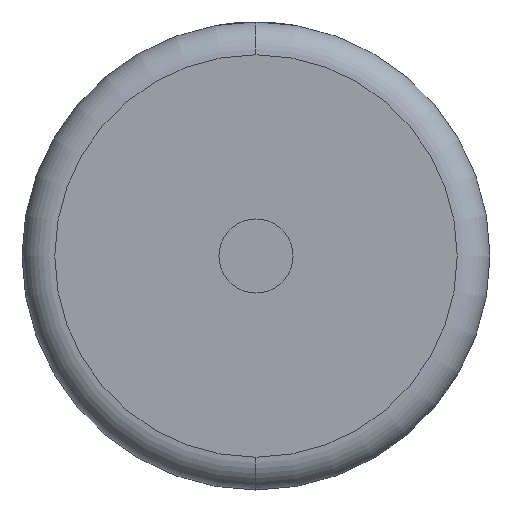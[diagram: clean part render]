
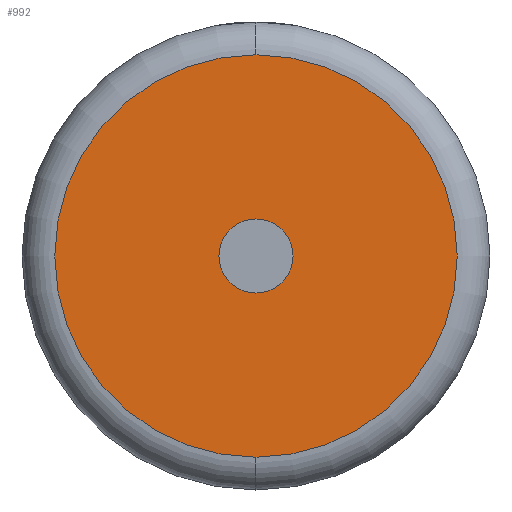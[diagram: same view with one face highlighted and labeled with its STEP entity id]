
A CAD part, left-side view. The second image highlights one B-rep face of the part: STEP entity #992.
In plain terms, the highlighted planar face has unit normal (-1, 0, 0).
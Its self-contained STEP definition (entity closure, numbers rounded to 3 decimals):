
#98 = AXIS2_PLACEMENT_3D ( 'NONE', #3357, #206, #830 ) ;
#120 = EDGE_LOOP ( 'NONE', ( #3108, #1200 ) ) ;
#206 = DIRECTION ( 'NONE',  ( -1., 0., 0. ) ) ;
#308 = DIRECTION ( 'NONE',  ( 0., 0., -1. ) ) ;
#321 = DIRECTION ( 'NONE',  ( -1., 0., 0. ) ) ;
#401 = CARTESIAN_POINT ( 'NONE',  ( 0., 0., -21.716 ) ) ;
#433 = CARTESIAN_POINT ( 'NONE',  ( 0., 0., 0. ) ) ;
#520 = CARTESIAN_POINT ( 'NONE',  ( 0., 0., 0. ) ) ;
#608 = CIRCLE ( 'NONE', #2181, 21.716 ) ;
#648 = CARTESIAN_POINT ( 'NONE',  ( 0., 0., 0. ) ) ;
#764 = EDGE_CURVE ( 'NONE', #3364, #3394, #3749, .T. ) ;
#830 = DIRECTION ( 'NONE',  ( 0., 0., -1. ) ) ;
#911 = CARTESIAN_POINT ( 'NONE',  ( 0., 0., 0. ) ) ;
#992 = ADVANCED_FACE ( 'NONE', ( #1922, #3352 ), #1041, .F. ) ;
#1013 = CARTESIAN_POINT ( 'NONE',  ( 0., 0., 21.716 ) ) ;
#1026 = DIRECTION ( 'NONE',  ( 1., 0., 0. ) ) ;
#1041 = PLANE ( 'NONE',  #1166 ) ;
#1116 = AXIS2_PLACEMENT_3D ( 'NONE', #648, #2186, #308 ) ;
#1150 = DIRECTION ( 'NONE',  ( -1., 0., 0. ) ) ;
#1166 = AXIS2_PLACEMENT_3D ( 'NONE', #433, #1026, #2014 ) ;
#1200 = ORIENTED_EDGE ( 'NONE', *, *, #2908, .T. ) ;
#1220 = AXIS2_PLACEMENT_3D ( 'NONE', #911, #321, #1526 ) ;
#1303 = CIRCLE ( 'NONE', #98, 21.716 ) ;
#1506 = EDGE_CURVE ( 'NONE', #3394, #3364, #2566, .T. ) ;
#1526 = DIRECTION ( 'NONE',  ( 0., 0., -1. ) ) ;
#1608 = CARTESIAN_POINT ( 'NONE',  ( 0., 0., 4. ) ) ;
#1816 = VERTEX_POINT ( 'NONE', #401 ) ;
#1922 = FACE_OUTER_BOUND ( 'NONE', #120, .T. ) ;
#2014 = DIRECTION ( 'NONE',  ( 0., 0., -1. ) ) ;
#2146 = VERTEX_POINT ( 'NONE', #1013 ) ;
#2181 = AXIS2_PLACEMENT_3D ( 'NONE', #520, #1150, #3291 ) ;
#2186 = DIRECTION ( 'NONE',  ( -1., 0., 0. ) ) ;
#2409 = EDGE_CURVE ( 'NONE', #1816, #2146, #608, .T. ) ;
#2566 = CIRCLE ( 'NONE', #1220, 4. ) ;
#2792 = EDGE_LOOP ( 'NONE', ( #4018, #3488 ) ) ;
#2908 = EDGE_CURVE ( 'NONE', #2146, #1816, #1303, .T. ) ;
#2928 = CARTESIAN_POINT ( 'NONE',  ( 0., 0., -4. ) ) ;
#3108 = ORIENTED_EDGE ( 'NONE', *, *, #2409, .T. ) ;
#3291 = DIRECTION ( 'NONE',  ( 0., 0., -1. ) ) ;
#3352 = FACE_BOUND ( 'NONE', #2792, .T. ) ;
#3357 = CARTESIAN_POINT ( 'NONE',  ( 0., 0., 0. ) ) ;
#3364 = VERTEX_POINT ( 'NONE', #2928 ) ;
#3394 = VERTEX_POINT ( 'NONE', #1608 ) ;
#3488 = ORIENTED_EDGE ( 'NONE', *, *, #1506, .F. ) ;
#3749 = CIRCLE ( 'NONE', #1116, 4. ) ;
#4018 = ORIENTED_EDGE ( 'NONE', *, *, #764, .F. ) ;
